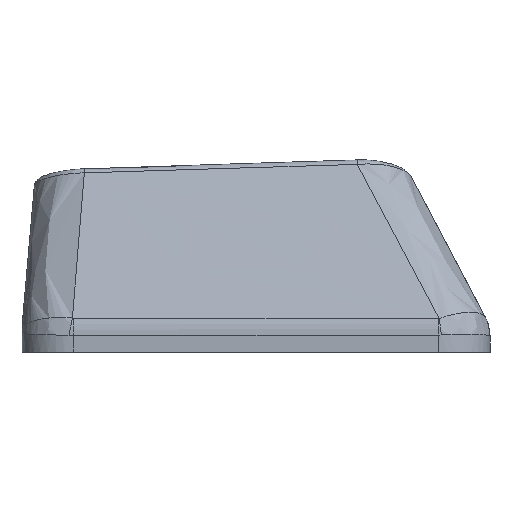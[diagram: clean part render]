
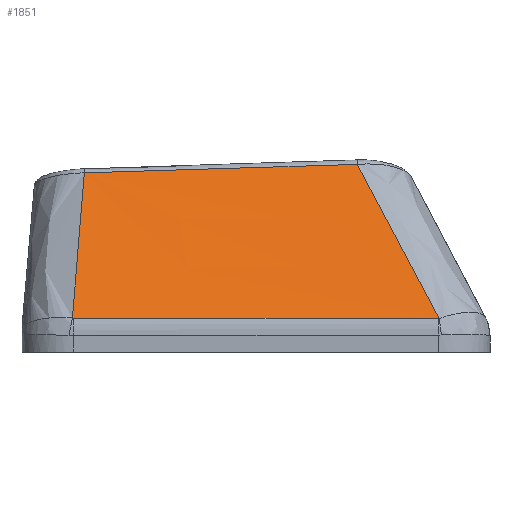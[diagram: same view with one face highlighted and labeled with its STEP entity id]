
A CAD part, left-side view. The second image highlights one B-rep face of the part: STEP entity #1851.
In plain terms, the highlighted free-form (B-spline) face has degree [3, 3] with [4, 4] control points.
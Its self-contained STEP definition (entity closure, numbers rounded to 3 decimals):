
#268=FACE_OUTER_BOUND('',#360,.T.);
#360=EDGE_LOOP('',(#1576,#1577,#1578,#1579,#1580,#1581));
#524=B_SPLINE_CURVE_WITH_KNOTS('',3,(#3932,#3933,#3934,#3935),
 .UNSPECIFIED.,.F.,.F.,(4,4),(0.,0.003),.UNSPECIFIED.);
#525=B_SPLINE_CURVE_WITH_KNOTS('',3,(#3953,#3954,#3955,#3956),
 .UNSPECIFIED.,.F.,.F.,(4,4),(-1.416,0.),.UNSPECIFIED.);
#528=B_SPLINE_CURVE_WITH_KNOTS('',3,(#3986,#3987,#3988,#3989),
 .UNSPECIFIED.,.F.,.F.,(4,4),(0.,0.004),
 .UNSPECIFIED.);
#539=B_SPLINE_CURVE_WITH_KNOTS('',3,(#4222,#4223,#4224,#4225),
 .UNSPECIFIED.,.F.,.F.,(4,4),(0.033,0.767),
 .UNSPECIFIED.);
#569=B_SPLINE_CURVE_WITH_KNOTS('',3,(#4778,#4779,#4780,#4781),
 .UNSPECIFIED.,.F.,.F.,(4,4),(0.,1.059),.UNSPECIFIED.);
#572=B_SPLINE_CURVE_WITH_KNOTS('',3,(#4854,#4855,#4856,#4857),
 .UNSPECIFIED.,.F.,.F.,(4,4),(-0.658,-0.025),
 .UNSPECIFIED.);
#736=VERTEX_POINT('',#3894);
#738=VERTEX_POINT('',#3925);
#740=VERTEX_POINT('',#3952);
#742=VERTEX_POINT('',#3979);
#758=VERTEX_POINT('',#4216);
#798=VERTEX_POINT('',#4776);
#980=EDGE_CURVE('',#736,#738,#524,.T.);
#981=EDGE_CURVE('',#738,#740,#525,.T.);
#986=EDGE_CURVE('',#740,#742,#528,.T.);
#1012=EDGE_CURVE('',#758,#736,#539,.T.);
#1075=EDGE_CURVE('',#798,#758,#569,.T.);
#1079=EDGE_CURVE('',#742,#798,#572,.T.);
#1576=ORIENTED_EDGE('',*,*,#980,.F.);
#1577=ORIENTED_EDGE('',*,*,#1012,.F.);
#1578=ORIENTED_EDGE('',*,*,#1075,.F.);
#1579=ORIENTED_EDGE('',*,*,#1079,.F.);
#1580=ORIENTED_EDGE('',*,*,#986,.F.);
#1581=ORIENTED_EDGE('',*,*,#981,.F.);
#1775=B_SPLINE_SURFACE_WITH_KNOTS('',3,3,((#4838,#4839,#4840,#4841),(#4842,
#4843,#4844,#4845),(#4846,#4847,#4848,#4849),(#4850,#4851,#4852,#4853)),
 .UNSPECIFIED.,.F.,.F.,.F.,(4,4),(4,4),(0.107,0.899),
(0.036,0.954),.UNSPECIFIED.);
#1851=ADVANCED_FACE('',(#268),#1775,.F.);
#3894=CARTESIAN_POINT('',(-8.935,-7.108,0.306));
#3925=CARTESIAN_POINT('',(-8.936,-7.08,0.305));
#3932=CARTESIAN_POINT('Ctrl Pts',(-8.935,-7.108,0.306));
#3933=CARTESIAN_POINT('Ctrl Pts',(-8.936,-7.099,0.305));
#3934=CARTESIAN_POINT('Ctrl Pts',(-8.936,-7.089,0.305));
#3935=CARTESIAN_POINT('Ctrl Pts',(-8.936,-7.08,0.305));
#3952=CARTESIAN_POINT('',(-8.92,7.081,0.319));
#3953=CARTESIAN_POINT('Ctrl Pts',(-8.936,-7.08,0.305));
#3954=CARTESIAN_POINT('Ctrl Pts',(-8.931,-2.359,0.309));
#3955=CARTESIAN_POINT('Ctrl Pts',(-8.926,2.361,0.314));
#3956=CARTESIAN_POINT('Ctrl Pts',(-8.92,7.081,0.319));
#3979=CARTESIAN_POINT('',(-8.918,7.125,0.322));
#3986=CARTESIAN_POINT('Ctrl Pts',(-8.92,7.081,0.319));
#3987=CARTESIAN_POINT('Ctrl Pts',(-8.92,7.096,0.319));
#3988=CARTESIAN_POINT('Ctrl Pts',(-8.919,7.111,0.32));
#3989=CARTESIAN_POINT('Ctrl Pts',(-8.918,7.125,0.322));
#4216=CARTESIAN_POINT('',(-6.097,-3.928,6.285));
#4222=CARTESIAN_POINT('Ctrl Pts',(-6.097,-3.928,6.285));
#4223=CARTESIAN_POINT('Ctrl Pts',(-7.045,-4.99,4.294));
#4224=CARTESIAN_POINT('Ctrl Pts',(-7.991,-6.05,2.3));
#4225=CARTESIAN_POINT('Ctrl Pts',(-8.935,-7.108,0.306));
#4776=CARTESIAN_POINT('',(-6.081,6.661,5.956));
#4778=CARTESIAN_POINT('Ctrl Pts',(-6.081,6.661,5.956));
#4779=CARTESIAN_POINT('Ctrl Pts',(-6.086,3.132,6.067));
#4780=CARTESIAN_POINT('Ctrl Pts',(-6.092,-0.398,
6.177));
#4781=CARTESIAN_POINT('Ctrl Pts',(-6.097,-3.928,6.285));
#4838=CARTESIAN_POINT('Ctrl Pts',(-6.081,7.031,5.944));
#4839=CARTESIAN_POINT('Ctrl Pts',(-7.033,7.062,4.058));
#4840=CARTESIAN_POINT('Ctrl Pts',(-7.984,7.094,2.172));
#4841=CARTESIAN_POINT('Ctrl Pts',(-8.936,7.125,0.286));
#4842=CARTESIAN_POINT('Ctrl Pts',(-6.081,3.26,6.073));
#4843=CARTESIAN_POINT('Ctrl Pts',(-7.033,2.967,4.146));
#4844=CARTESIAN_POINT('Ctrl Pts',(-7.984,2.674,2.219));
#4845=CARTESIAN_POINT('Ctrl Pts',(-8.936,2.381,0.292));
#4846=CARTESIAN_POINT('Ctrl Pts',(-6.081,-0.511,
6.203));
#4847=CARTESIAN_POINT('Ctrl Pts',(-7.033,-1.129,4.235));
#4848=CARTESIAN_POINT('Ctrl Pts',(-7.984,-1.747,2.266));
#4849=CARTESIAN_POINT('Ctrl Pts',(-8.936,-2.364,0.298));
#4850=CARTESIAN_POINT('Ctrl Pts',(-6.081,-4.282,6.332));
#4851=CARTESIAN_POINT('Ctrl Pts',(-7.033,-5.225,4.323));
#4852=CARTESIAN_POINT('Ctrl Pts',(-7.984,-6.167,2.314));
#4853=CARTESIAN_POINT('Ctrl Pts',(-8.936,-7.109,0.305));
#4854=CARTESIAN_POINT('Ctrl Pts',(-8.918,7.125,0.322));
#4855=CARTESIAN_POINT('Ctrl Pts',(-7.97,6.968,2.2));
#4856=CARTESIAN_POINT('Ctrl Pts',(-7.024,6.813,4.078));
#4857=CARTESIAN_POINT('Ctrl Pts',(-6.081,6.661,5.956));
